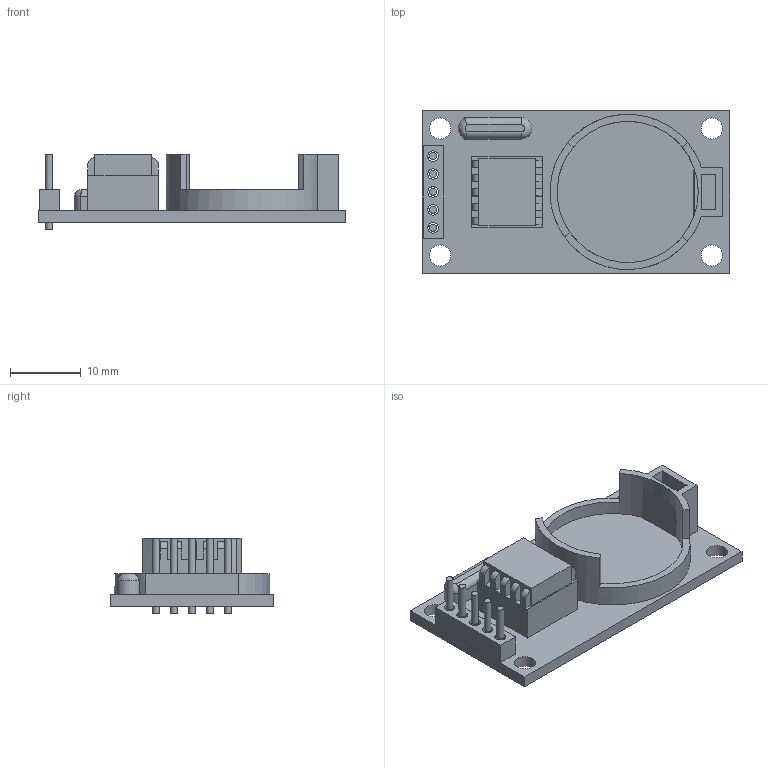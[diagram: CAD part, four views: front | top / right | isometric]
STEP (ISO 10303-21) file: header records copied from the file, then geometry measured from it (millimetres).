
FILE_DESCRIPTION(/* description */ (''),/* implementation_level */ '2;1');
FILE_NAME(/* name */ 'REAL_TIME_SHEELD.stp',/* time_stamp */ '2016-03-03T12:28:07+02:00',/* author */ ('Oleg'),/* organization */ (''),/* preprocessor_version */ 'ST-DEVELOPER v15.2',/* originating_system */ 'Autodesk Inventor 2014',/* authorisation */ '');
FILE_SCHEMA (('AUTOMOTIVE_DESIGN { 1 0 10303 214 3 1 1 }'));
Length unit declared in the file: millimetre
Products named in the file (1): REAL_TIME_SHEELD
Bounding box: 43.5 x 23 x 10.7 mm (x, y, z)
Volume: 3319 mm3; surface area: 3786.8 mm2
Topology: 11 solids, 11 shells, 132 faces, 308 edges, 203 vertices
Faces by surface type: plane 95, cylinder 35, bspline 2
Full cylindrical faces by diameter (mm): 1 x10, 1.5 x5, 3 x4, 20 x1
Entity records: 3901 total; most frequent: CARTESIAN_POINT 676, DIRECTION 624, ORIENTED_EDGE 576, EDGE_CURVE 287, LINE 208, VECTOR 208, AXIS2_PLACEMENT_3D 208, VERTEX_POINT 202
